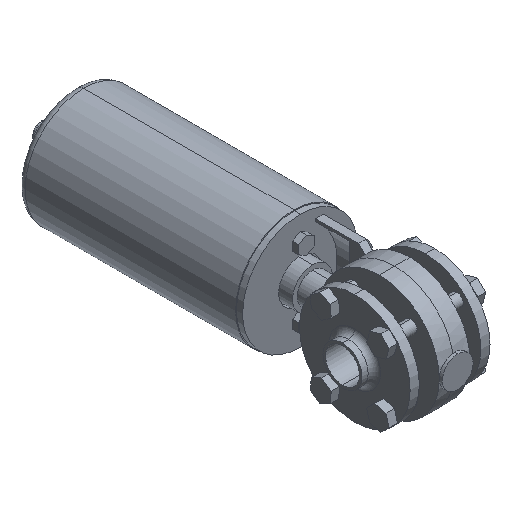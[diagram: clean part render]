
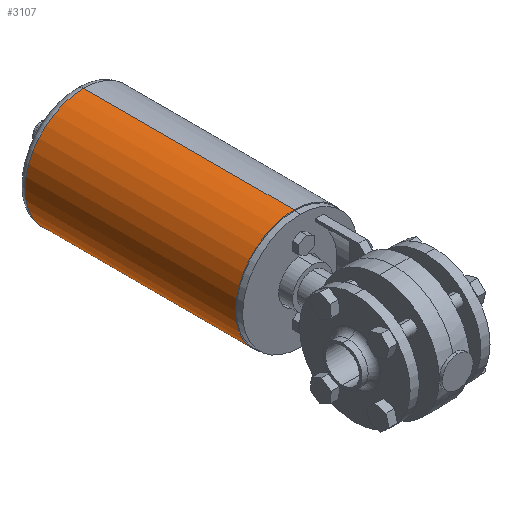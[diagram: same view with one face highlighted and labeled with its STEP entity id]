
A CAD part, isometric view. The second image highlights one B-rep face of the part: STEP entity #3107.
In plain terms, the highlighted cylindrical face has radius 38 mm (diameter 76 mm), a partial arc.
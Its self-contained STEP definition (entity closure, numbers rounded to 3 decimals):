
#312 = ORIENTED_EDGE ( 'NONE', *, *, #4742, .F. ) ;
#356 = CARTESIAN_POINT ( 'NONE',  ( 0., 142., 38. ) ) ;
#439 = ORIENTED_EDGE ( 'NONE', *, *, #4771, .T. ) ;
#739 = VECTOR ( 'NONE', #794, 1000. ) ;
#791 = CARTESIAN_POINT ( 'NONE',  ( 0., 0., 38. ) ) ;
#794 = DIRECTION ( 'NONE',  ( 0., -1., 0. ) ) ;
#823 = AXIS2_PLACEMENT_3D ( 'NONE', #4875, #977, #4031 ) ;
#977 = DIRECTION ( 'NONE',  ( 0., 1., 0. ) ) ;
#1032 = DIRECTION ( 'NONE',  ( 0., 0., 1. ) ) ;
#1046 = ORIENTED_EDGE ( 'NONE', *, *, #2302, .T. ) ;
#1206 = EDGE_CURVE ( 'NONE', #4010, #2987, #2883, .T. ) ;
#1233 = CARTESIAN_POINT ( 'NONE',  ( 0., 137., 38. ) ) ;
#1571 = CARTESIAN_POINT ( 'NONE',  ( 0., 0., -38. ) ) ;
#1864 = CARTESIAN_POINT ( 'NONE',  ( 0., 142., 0. ) ) ;
#1866 = DIRECTION ( 'NONE',  ( 0., -1., 0. ) ) ;
#2302 = EDGE_CURVE ( 'NONE', #2541, #5252, #5044, .T. ) ;
#2541 = VERTEX_POINT ( 'NONE', #1233 ) ;
#2843 = FACE_OUTER_BOUND ( 'NONE', #4648, .T. ) ;
#2883 = CIRCLE ( 'NONE', #823, 38. ) ;
#2919 = CARTESIAN_POINT ( 'NONE',  ( 0., 137., -38. ) ) ;
#2987 = VERTEX_POINT ( 'NONE', #791 ) ;
#3107 = ADVANCED_FACE ( 'NONE', ( #2843 ), #4198, .T. ) ;
#3496 = AXIS2_PLACEMENT_3D ( 'NONE', #4849, #1866, #1032 ) ;
#3546 = DIRECTION ( 'NONE',  ( 0., 0., -1. ) ) ;
#3561 = DIRECTION ( 'NONE',  ( 0., -1., 0. ) ) ;
#3784 = VECTOR ( 'NONE', #5439, 1000. ) ;
#4010 = VERTEX_POINT ( 'NONE', #1571 ) ;
#4031 = DIRECTION ( 'NONE',  ( 0., 0., 1. ) ) ;
#4161 = AXIS2_PLACEMENT_3D ( 'NONE', #1864, #3561, #3546 ) ;
#4198 = CYLINDRICAL_SURFACE ( 'NONE', #4161, 38. ) ;
#4648 = EDGE_LOOP ( 'NONE', ( #312, #1046, #439, #4778 ) ) ;
#4742 = EDGE_CURVE ( 'NONE', #2541, #2987, #4920, .T. ) ;
#4771 = EDGE_CURVE ( 'NONE', #5252, #4010, #4846, .T. ) ;
#4778 = ORIENTED_EDGE ( 'NONE', *, *, #1206, .T. ) ;
#4846 = LINE ( 'NONE', #5499, #739 ) ;
#4849 = CARTESIAN_POINT ( 'NONE',  ( 0., 137., 0. ) ) ;
#4875 = CARTESIAN_POINT ( 'NONE',  ( 0., 0., 0. ) ) ;
#4920 = LINE ( 'NONE', #356, #3784 ) ;
#5044 = CIRCLE ( 'NONE', #3496, 38. ) ;
#5252 = VERTEX_POINT ( 'NONE', #2919 ) ;
#5439 = DIRECTION ( 'NONE',  ( 0., -1., 0. ) ) ;
#5499 = CARTESIAN_POINT ( 'NONE',  ( 0., 142., -38. ) ) ;
